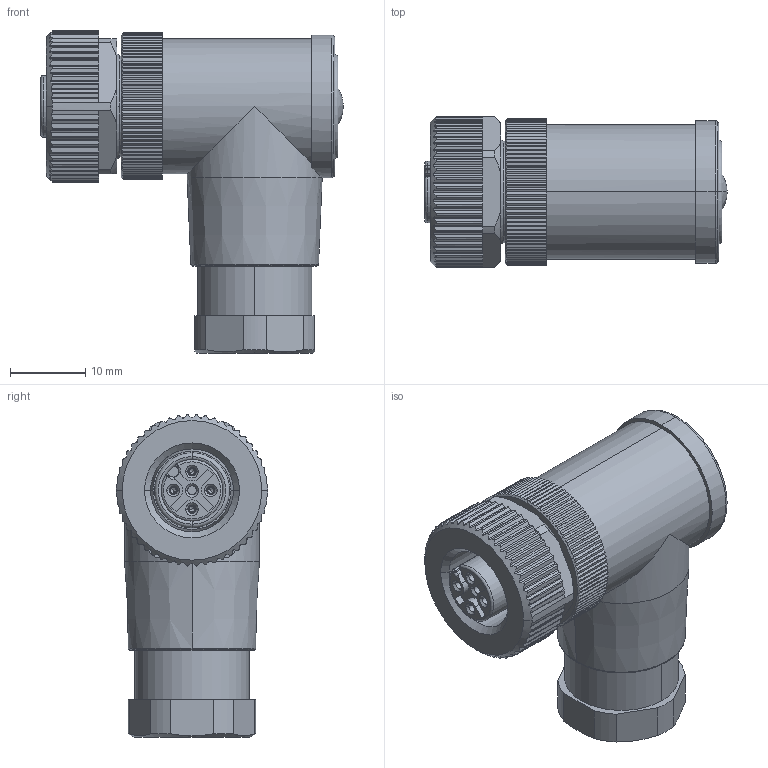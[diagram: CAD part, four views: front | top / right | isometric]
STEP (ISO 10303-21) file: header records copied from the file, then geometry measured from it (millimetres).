
FILE_DESCRIPTION((''),'2;1');
FILE_NAME('DM_CAD-1908B','2014-12-09T',('Creinig-se'),(''),'PRO/ENGINEER BY PARAMETRIC TECHNOLOGY CORPORATION, 2013050','PRO/ENGINEER BY PARAMETRIC TECHNOLOGY CORPORATION, 2013050','');
FILE_SCHEMA(('CONFIG_CONTROL_DESIGN'));
Length unit declared in the file: millimetre
Products named in the file (1): DM_CAD-1908B
Bounding box: 40.3 x 20.2 x 42.98 mm (x, y, z)
Volume: 15672.7 mm3; surface area: 5773.9 mm2
Topology: 1 solids, 1 shells, 732 faces, 2105 edges, 1388 vertices
Faces by surface type: plane 375, cylinder 264, cone 66, torus 23, bspline 2, sphere 2
Entity records: 33209 total; most frequent: CARTESIAN_POINT 6804, ORIENTED_EDGE 4186, DIRECTION 3733, PRESENTATION_STYLE_ASSIGNMENT 2193, STYLED_ITEM 2094, CURVE_STYLE 2093, EDGE_CURVE 2093, VERTEX_POINT 1388
